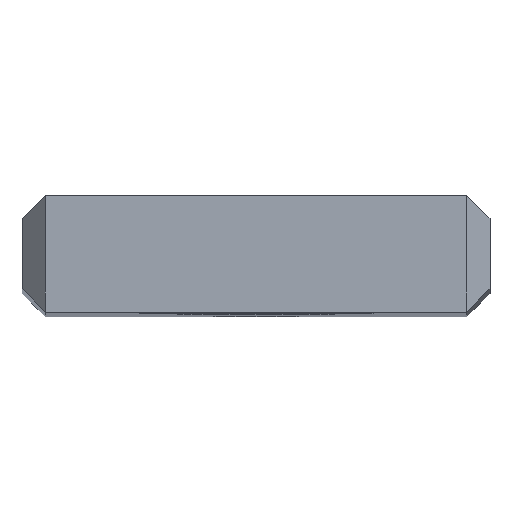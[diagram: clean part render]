
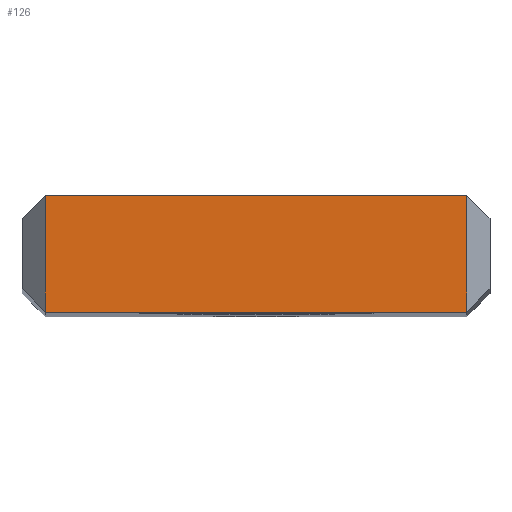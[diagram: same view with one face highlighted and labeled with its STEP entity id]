
A CAD part, top view. The second image highlights one B-rep face of the part: STEP entity #126.
In plain terms, the highlighted planar face has unit normal (0, 0, 1).
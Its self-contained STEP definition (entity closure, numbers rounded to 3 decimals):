
#25 = CARTESIAN_POINT ( 'NONE',  ( 0., 0., 0. ) ) ;
#44 = EDGE_CURVE ( 'NONE', #306, #693, #861, .T. ) ;
#53 = VERTEX_POINT ( 'NONE', #390 ) ;
#64 = CARTESIAN_POINT ( 'NONE',  ( 0., 5., 0. ) ) ;
#90 = CARTESIAN_POINT ( 'NONE',  ( 1., 0., 0. ) ) ;
#126 = ADVANCED_FACE ( 'NONE', ( #586 ), #192, .F. ) ;
#162 = DIRECTION ( 'NONE',  ( 1., 0., 0. ) ) ;
#181 = ORIENTED_EDGE ( 'NONE', *, *, #897, .T. ) ;
#192 = PLANE ( 'NONE',  #979 ) ;
#210 = DIRECTION ( 'NONE',  ( 0., 0., -1. ) ) ;
#226 = DIRECTION ( 'NONE',  ( 1., 0., 0. ) ) ;
#265 = DIRECTION ( 'NONE',  ( -1., 0., 0. ) ) ;
#306 = VERTEX_POINT ( 'NONE', #90 ) ;
#352 = EDGE_CURVE ( 'NONE', #357, #53, #773, .T. ) ;
#357 = VERTEX_POINT ( 'NONE', #778 ) ;
#363 = ORIENTED_EDGE ( 'NONE', *, *, #772, .T. ) ;
#372 = VECTOR ( 'NONE', #815, 1000. ) ;
#381 = LINE ( 'NONE', #797, #909 ) ;
#390 = CARTESIAN_POINT ( 'NONE',  ( 19., 5., 0. ) ) ;
#449 = EDGE_LOOP ( 'NONE', ( #464, #181, #652, #363 ) ) ;
#464 = ORIENTED_EDGE ( 'NONE', *, *, #44, .T. ) ;
#480 = CARTESIAN_POINT ( 'NONE',  ( 19., 5., 0. ) ) ;
#486 = LINE ( 'NONE', #480, #372 ) ;
#495 = VECTOR ( 'NONE', #162, 1000. ) ;
#574 = CARTESIAN_POINT ( 'NONE',  ( 19., 0., 0. ) ) ;
#586 = FACE_OUTER_BOUND ( 'NONE', #449, .T. ) ;
#652 = ORIENTED_EDGE ( 'NONE', *, *, #352, .F. ) ;
#664 = CARTESIAN_POINT ( 'NONE',  ( 0., 5., 0. ) ) ;
#675 = DIRECTION ( 'NONE',  ( 0., -1., 0. ) ) ;
#693 = VERTEX_POINT ( 'NONE', #574 ) ;
#772 = EDGE_CURVE ( 'NONE', #357, #306, #381, .T. ) ;
#773 = LINE ( 'NONE', #64, #981 ) ;
#778 = CARTESIAN_POINT ( 'NONE',  ( 1., 5., 0. ) ) ;
#797 = CARTESIAN_POINT ( 'NONE',  ( 1., 5., 0. ) ) ;
#815 = DIRECTION ( 'NONE',  ( 0., 1., 0. ) ) ;
#861 = LINE ( 'NONE', #25, #495 ) ;
#897 = EDGE_CURVE ( 'NONE', #693, #53, #486, .T. ) ;
#909 = VECTOR ( 'NONE', #675, 1000. ) ;
#979 = AXIS2_PLACEMENT_3D ( 'NONE', #664, #210, #265 ) ;
#981 = VECTOR ( 'NONE', #226, 1000. ) ;
